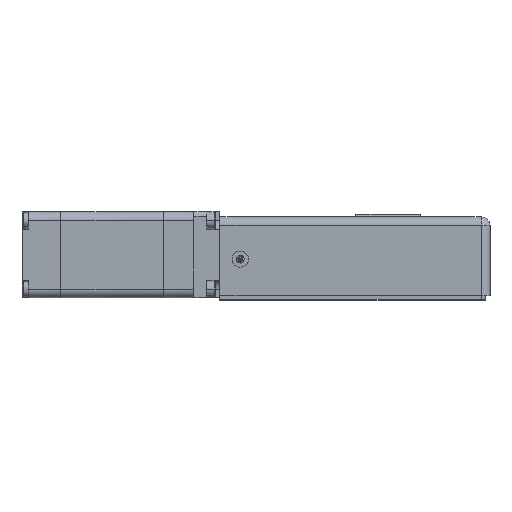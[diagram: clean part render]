
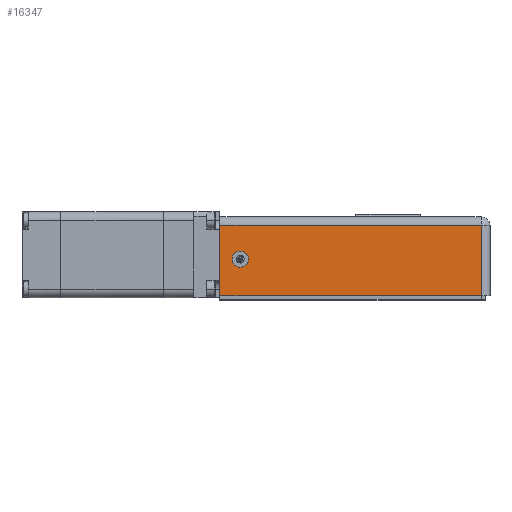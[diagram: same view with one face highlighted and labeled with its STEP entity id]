
A CAD part, top view. The second image highlights one B-rep face of the part: STEP entity #16347.
In plain terms, the highlighted planar face has unit normal (0, 0, 1).
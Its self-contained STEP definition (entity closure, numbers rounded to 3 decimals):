
#846 = LINE ( 'NONE', #22639, #34058 ) ;
#2101 = DIRECTION ( 'NONE',  ( 1., 0., 0. ) ) ;
#2420 = ORIENTED_EDGE ( 'NONE', *, *, #37272, .F. ) ;
#2961 = LINE ( 'NONE', #5844, #12280 ) ;
#3677 = CARTESIAN_POINT ( 'NONE',  ( -2., -2., 10. ) ) ;
#5255 = DIRECTION ( 'NONE',  ( 0., 0., 1. ) ) ;
#5595 = VECTOR ( 'NONE', #9683, 1000. ) ;
#5843 = VECTOR ( 'NONE', #18917, 1000. ) ;
#5844 = CARTESIAN_POINT ( 'NONE',  ( -62.9, -18.35, 10. ) ) ;
#6674 = VERTEX_POINT ( 'NONE', #27918 ) ;
#8009 = ORIENTED_EDGE ( 'NONE', *, *, #30056, .F. ) ;
#8420 = CARTESIAN_POINT ( 'NONE',  ( -62.9, -18.35, 10. ) ) ;
#8952 = ORIENTED_EDGE ( 'NONE', *, *, #9155, .T. ) ;
#9155 = EDGE_CURVE ( 'NONE', #40192, #29335, #24141, .T. ) ;
#9227 = ORIENTED_EDGE ( 'NONE', *, *, #19296, .F. ) ;
#9683 = DIRECTION ( 'NONE',  ( -1., 0., 0. ) ) ;
#9721 = AXIS2_PLACEMENT_3D ( 'NONE', #31171, #16510, #38103 ) ;
#10358 = CIRCLE ( 'NONE', #9721, 0.7 ) ;
#12280 = VECTOR ( 'NONE', #21697, 1000. ) ;
#14405 = CARTESIAN_POINT ( 'NONE',  ( -58.266, -9.85, 10. ) ) ;
#16347 = ADVANCED_FACE ( 'NONE', ( #29993, #35692 ), #35898, .T. ) ;
#16510 = DIRECTION ( 'NONE',  ( 0., 0., 1. ) ) ;
#17571 = CARTESIAN_POINT ( 'NONE',  ( -62.9, -2., 10. ) ) ;
#18917 = DIRECTION ( 'NONE',  ( 0., 1., 0. ) ) ;
#19296 = EDGE_CURVE ( 'NONE', #30146, #29335, #38448, .T. ) ;
#19794 = DIRECTION ( 'NONE',  ( 0., 1., 0. ) ) ;
#19862 = EDGE_LOOP ( 'NONE', ( #2420, #8009 ) ) ;
#20436 = ORIENTED_EDGE ( 'NONE', *, *, #36440, .T. ) ;
#20930 = CARTESIAN_POINT ( 'NONE',  ( -57.566, -9.85, 10. ) ) ;
#21089 = CARTESIAN_POINT ( 'NONE',  ( -62.9, -2., 10. ) ) ;
#21697 = DIRECTION ( 'NONE',  ( 1., 0., 0. ) ) ;
#22372 = CARTESIAN_POINT ( 'NONE',  ( -62.9, -18.35, 10. ) ) ;
#22639 = CARTESIAN_POINT ( 'NONE',  ( -2., -18.35, 10. ) ) ;
#23666 = DIRECTION ( 'NONE',  ( 0., 0., 1. ) ) ;
#24141 = LINE ( 'NONE', #21089, #5595 ) ;
#24341 = EDGE_LOOP ( 'NONE', ( #26668, #8952, #9227, #20436 ) ) ;
#25653 = VERTEX_POINT ( 'NONE', #20930 ) ;
#25659 = VERTEX_POINT ( 'NONE', #35996 ) ;
#26374 = AXIS2_PLACEMENT_3D ( 'NONE', #14405, #5255, #27049 ) ;
#26560 = EDGE_CURVE ( 'NONE', #6674, #40192, #846, .T. ) ;
#26668 = ORIENTED_EDGE ( 'NONE', *, *, #26560, .T. ) ;
#27049 = DIRECTION ( 'NONE',  ( 1., 0., 0. ) ) ;
#27918 = CARTESIAN_POINT ( 'NONE',  ( -2., -18.35, 10. ) ) ;
#29335 = VERTEX_POINT ( 'NONE', #17571 ) ;
#29993 = FACE_BOUND ( 'NONE', #19862, .T. ) ;
#30056 = EDGE_CURVE ( 'NONE', #25659, #25653, #38706, .T. ) ;
#30146 = VERTEX_POINT ( 'NONE', #33937 ) ;
#31171 = CARTESIAN_POINT ( 'NONE',  ( -58.266, -9.85, 10. ) ) ;
#33937 = CARTESIAN_POINT ( 'NONE',  ( -62.9, -18.35, 10. ) ) ;
#34058 = VECTOR ( 'NONE', #19794, 1000. ) ;
#35692 = FACE_OUTER_BOUND ( 'NONE', #24341, .T. ) ;
#35898 = PLANE ( 'NONE',  #38901 ) ;
#35996 = CARTESIAN_POINT ( 'NONE',  ( -58.966, -9.85, 10. ) ) ;
#36440 = EDGE_CURVE ( 'NONE', #30146, #6674, #2961, .T. ) ;
#37272 = EDGE_CURVE ( 'NONE', #25653, #25659, #10358, .T. ) ;
#38103 = DIRECTION ( 'NONE',  ( 1., 0., 0. ) ) ;
#38448 = LINE ( 'NONE', #22372, #5843 ) ;
#38706 = CIRCLE ( 'NONE', #26374, 0.7 ) ;
#38901 = AXIS2_PLACEMENT_3D ( 'NONE', #8420, #23666, #2101 ) ;
#40192 = VERTEX_POINT ( 'NONE', #3677 ) ;
